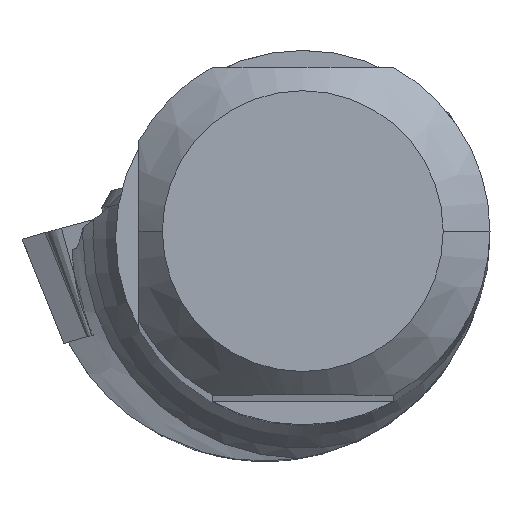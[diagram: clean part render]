
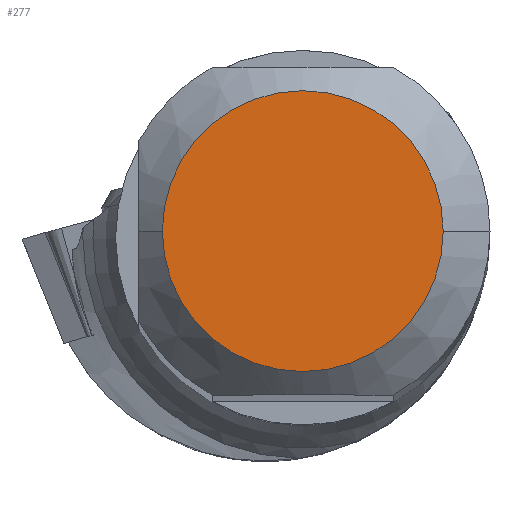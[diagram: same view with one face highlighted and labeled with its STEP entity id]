
A CAD part, top view. The second image highlights one B-rep face of the part: STEP entity #277.
In plain terms, the highlighted planar face has unit normal (0, 0, 1).
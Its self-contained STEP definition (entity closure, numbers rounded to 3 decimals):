
#195=FACE_OUTER_BOUND('',#405,.T.);
#277=ADVANCED_FACE('',(#195),#337,.T.);
#337=PLANE('',#1836);
#405=EDGE_LOOP('',(#730,#731,#732,#733));
#730=ORIENTED_EDGE('',*,*,#1245,.F.);
#731=ORIENTED_EDGE('',*,*,#1249,.F.);
#732=ORIENTED_EDGE('',*,*,#1248,.F.);
#733=ORIENTED_EDGE('',*,*,#1246,.F.);
#1035=VERTEX_POINT('',#2904);
#1036=VERTEX_POINT('',#2906);
#1037=VERTEX_POINT('',#2908);
#1038=VERTEX_POINT('',#2912);
#1245=EDGE_CURVE('',#1035,#1036,#1388,.T.);
#1246=EDGE_CURVE('',#1036,#1037,#1389,.T.);
#1248=EDGE_CURVE('',#1037,#1038,#1390,.T.);
#1249=EDGE_CURVE('',#1038,#1035,#1391,.T.);
#1388=CIRCLE('',#1828,3.);
#1389=CIRCLE('',#1829,3.);
#1390=CIRCLE('',#1831,3.);
#1391=CIRCLE('',#1832,3.);
#1828=AXIS2_PLACEMENT_3D('',#2905,#2208,#2209);
#1829=AXIS2_PLACEMENT_3D('',#2907,#2210,#2211);
#1831=AXIS2_PLACEMENT_3D('',#2911,#2215,#2216);
#1832=AXIS2_PLACEMENT_3D('',#2913,#2217,#2218);
#1836=AXIS2_PLACEMENT_3D('',#2930,#2226,#2227);
#2208=DIRECTION('',(0.,0.,-1.));
#2209=DIRECTION('',(1.,0.,0.));
#2210=DIRECTION('',(0.,0.,-1.));
#2211=DIRECTION('',(0.,-1.,0.));
#2215=DIRECTION('',(0.,0.,-1.));
#2216=DIRECTION('',(-1.,0.,0.));
#2217=DIRECTION('',(0.,0.,-1.));
#2218=DIRECTION('',(0.,1.,0.));
#2226=DIRECTION('',(0.,0.,1.));
#2227=DIRECTION('',(1.,0.,0.));
#2904=CARTESIAN_POINT('',(3.,0.,0.));
#2905=CARTESIAN_POINT('',(0.,0.,0.));
#2906=CARTESIAN_POINT('',(0.,-3.,0.));
#2907=CARTESIAN_POINT('',(0.,0.,0.));
#2908=CARTESIAN_POINT('',(-3.,0.,0.));
#2911=CARTESIAN_POINT('',(0.,0.,0.));
#2912=CARTESIAN_POINT('',(0.,3.,0.));
#2913=CARTESIAN_POINT('',(0.,0.,0.));
#2930=CARTESIAN_POINT('',(0.,0.,0.));
